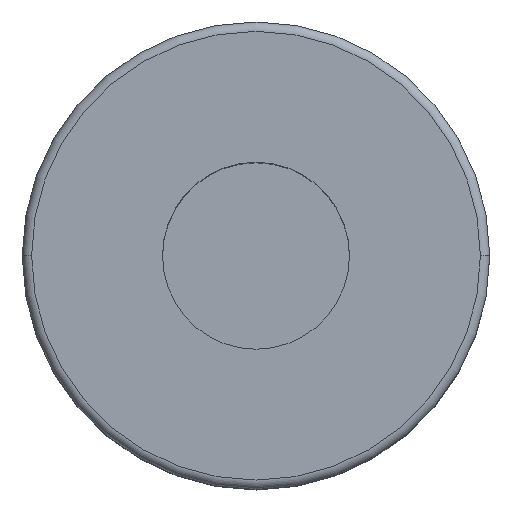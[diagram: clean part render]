
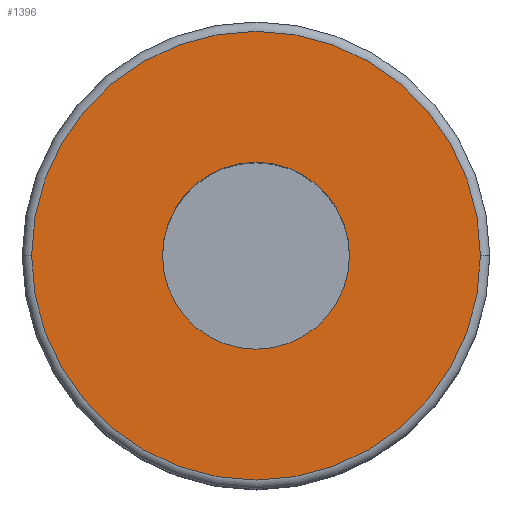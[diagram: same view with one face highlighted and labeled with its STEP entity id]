
A CAD part, top view. The second image highlights one B-rep face of the part: STEP entity #1396.
In plain terms, the highlighted planar face has unit normal (0, 0, 1).
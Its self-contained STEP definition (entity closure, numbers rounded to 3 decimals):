
#93 = CARTESIAN_POINT ( 'NONE',  ( 10., 0., 70. ) ) ;
#175 = AXIS2_PLACEMENT_3D ( 'NONE', #261, #2438, #357 ) ;
#261 = CARTESIAN_POINT ( 'NONE',  ( 0., 24., 70. ) ) ;
#281 = AXIS2_PLACEMENT_3D ( 'NONE', #1750, #722, #3258 ) ;
#357 = DIRECTION ( 'NONE',  ( 1., 0., 0. ) ) ;
#391 = CARTESIAN_POINT ( 'NONE',  ( 0., 0., 70. ) ) ;
#552 = CARTESIAN_POINT ( 'NONE',  ( -24., 0., 70. ) ) ;
#601 = DIRECTION ( 'NONE',  ( 0., 0., 1. ) ) ;
#639 = AXIS2_PLACEMENT_3D ( 'NONE', #1619, #601, #2144 ) ;
#688 = VERTEX_POINT ( 'NONE', #552 ) ;
#722 = DIRECTION ( 'NONE',  ( 0., 0., 1. ) ) ;
#1003 = VERTEX_POINT ( 'NONE', #1139 ) ;
#1037 = PLANE ( 'NONE',  #175 ) ;
#1139 = CARTESIAN_POINT ( 'NONE',  ( 24., 0., 70. ) ) ;
#1257 = ORIENTED_EDGE ( 'NONE', *, *, #2800, .F. ) ;
#1396 = ADVANCED_FACE ( 'NONE', ( #3291, #2593 ), #1037, .T. ) ;
#1455 = ORIENTED_EDGE ( 'NONE', *, *, #1680, .F. ) ;
#1615 = CARTESIAN_POINT ( 'NONE',  ( -10., 0., 70. ) ) ;
#1619 = CARTESIAN_POINT ( 'NONE',  ( 0., 0., 70. ) ) ;
#1680 = EDGE_CURVE ( 'NONE', #688, #1003, #3041, .T. ) ;
#1732 = VERTEX_POINT ( 'NONE', #93 ) ;
#1750 = CARTESIAN_POINT ( 'NONE',  ( 0., 0., 70. ) ) ;
#1850 = ORIENTED_EDGE ( 'NONE', *, *, #3008, .F. ) ;
#1952 = DIRECTION ( 'NONE',  ( -1., 0., 0. ) ) ;
#1989 = CIRCLE ( 'NONE', #281, 10. ) ;
#2052 = VERTEX_POINT ( 'NONE', #1615 ) ;
#2060 = EDGE_LOOP ( 'NONE', ( #1257, #3212 ) ) ;
#2144 = DIRECTION ( 'NONE',  ( 1., 0., 0. ) ) ;
#2375 = DIRECTION ( 'NONE',  ( 0., 0., -1. ) ) ;
#2412 = DIRECTION ( 'NONE',  ( -1., 0., 0. ) ) ;
#2434 = AXIS2_PLACEMENT_3D ( 'NONE', #3107, #2375, #2412 ) ;
#2438 = DIRECTION ( 'NONE',  ( 0., 0., 1. ) ) ;
#2593 = FACE_OUTER_BOUND ( 'NONE', #3215, .T. ) ;
#2700 = CIRCLE ( 'NONE', #2732, 24. ) ;
#2732 = AXIS2_PLACEMENT_3D ( 'NONE', #391, #3168, #1952 ) ;
#2800 = EDGE_CURVE ( 'NONE', #2052, #1732, #3200, .T. ) ;
#3008 = EDGE_CURVE ( 'NONE', #1003, #688, #2700, .T. ) ;
#3041 = CIRCLE ( 'NONE', #2434, 24. ) ;
#3076 = EDGE_CURVE ( 'NONE', #1732, #2052, #1989, .T. ) ;
#3107 = CARTESIAN_POINT ( 'NONE',  ( 0., 0., 70. ) ) ;
#3168 = DIRECTION ( 'NONE',  ( 0., 0., -1. ) ) ;
#3200 = CIRCLE ( 'NONE', #639, 10. ) ;
#3212 = ORIENTED_EDGE ( 'NONE', *, *, #3076, .F. ) ;
#3215 = EDGE_LOOP ( 'NONE', ( #1455, #1850 ) ) ;
#3258 = DIRECTION ( 'NONE',  ( 1., 0., 0. ) ) ;
#3291 = FACE_BOUND ( 'NONE', #2060, .T. ) ;
